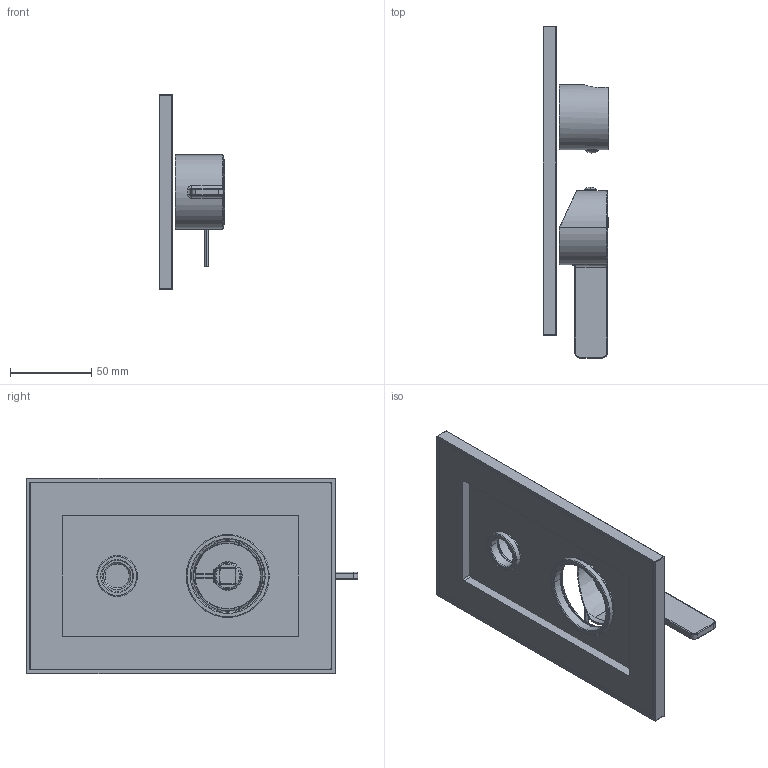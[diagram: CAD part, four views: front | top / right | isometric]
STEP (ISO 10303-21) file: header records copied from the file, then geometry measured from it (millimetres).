
FILE_DESCRIPTION((''),'2;1');
FILE_NAME('RO019CREST_ASM','2021-01-30T10:02:54',('stefano.gianpani'),('PAFFONI SpA'),'CREO PARAMETRIC BY PTC INC, 2020044','CREO PARAMETRIC BY PTC INC, 2020044','');
FILE_SCHEMA(('CONFIG_CONTROL_DESIGN','SHAPE_APPEARANCE_LAYERS_GROUPS'));
Length unit declared in the file: millimetre
Products named in the file (13): 4061271CR; 592305004A2; TCF0691105CR; CHBR25; 8001128_ASM; 4061169CR_AF3; 2091320; 2091319; 2091341; 2042486GR; 2041560GR; 2091105CRN; RO019CREST_ASM
Assembly tree (12 placements, depth 3):
  RO019CREST_ASM
    4061271CR
    8001128_ASM
      592305004A2
      TCF0691105CR
      CHBR25
    4061169CR_AF3
    2091320
    2091319
    2091341
    2042486GR
    2041560GR
    2091105CRN
Bounding box: 40.35 x 204 x 120 mm (x, y, z)
Volume: 167838.8 mm3; surface area: 109058.1 mm2
Topology: 11 solids, 15 shells, 333 faces, 767 edges, 470 vertices
Faces by surface type: plane 120, cylinder 116, torus 41, cone 35, bspline 12, sphere 9
Entity records: 12994 total; most frequent: CARTESIAN_POINT 2636, DIRECTION 1753, ORIENTED_EDGE 1498, PRESENTATION_STYLE_ASSIGNMENT 774, STYLED_ITEM 774, CURVE_STYLE 759, EDGE_CURVE 759, AXIS2_PLACEMENT_3D 700
